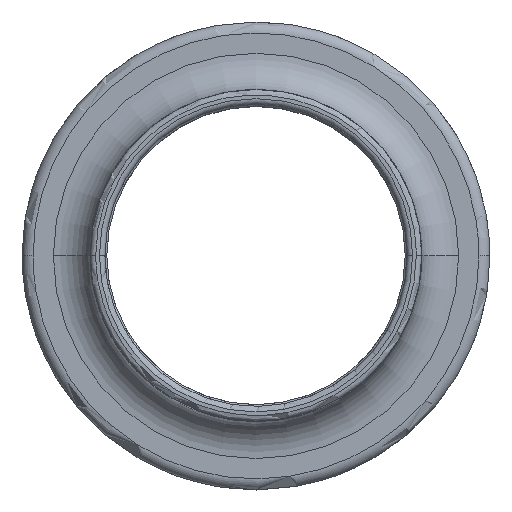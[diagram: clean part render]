
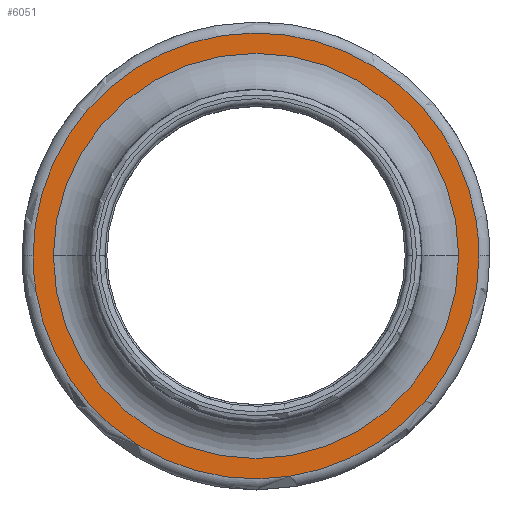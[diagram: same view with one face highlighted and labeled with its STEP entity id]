
A CAD part, top view. The second image highlights one B-rep face of the part: STEP entity #6051.
In plain terms, the highlighted planar face has unit normal (0, 0, 1).
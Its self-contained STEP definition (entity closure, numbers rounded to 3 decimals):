
#2356=AXIS2_PLACEMENT_3D('Circle Axis2P3D',#2354,#2355,$) ;
#4112=AXIS2_PLACEMENT_3D('Circle Axis2P3D',#4110,#4111,$) ;
#5985=AXIS2_PLACEMENT_3D('Plane Axis2P3D',#5982,#5983,#5984) ;
#2354=CARTESIAN_POINT('Axis2P3D Location',(6.35,6.35,13.5)) ;
#2358=CARTESIAN_POINT('Vertex',(11.85,6.35,13.5)) ;
#2360=CARTESIAN_POINT('Vertex',(0.85,6.35,13.5)) ;
#4110=CARTESIAN_POINT('Axis2P3D Location',(6.35,6.35,13.5)) ;
#5982=CARTESIAN_POINT('Axis2P3D Location',(6.35,0.3,13.5)) ;
#5988=CARTESIAN_POINT('Control Point',(12.4,6.35,13.5)) ;
#5989=CARTESIAN_POINT('Control Point',(12.4,5.748,13.5)) ;
#5990=CARTESIAN_POINT('Control Point',(12.325,5.145,13.5)) ;
#5991=CARTESIAN_POINT('Control Point',(12.175,4.555,13.5)) ;
#5992=CARTESIAN_POINT('Control Point',(11.731,3.425,13.5)) ;
#5993=CARTESIAN_POINT('Control Point',(11.024,2.438,13.5)) ;
#5994=CARTESIAN_POINT('Control Point',(10.61,1.991,13.5)) ;
#5995=CARTESIAN_POINT('Control Point',(9.681,1.21,13.5)) ;
#5996=CARTESIAN_POINT('Control Point',(8.588,0.68,13.5)) ;
#5997=CARTESIAN_POINT('Control Point',(8.011,0.485,13.5)) ;
#5998=CARTESIAN_POINT('Control Point',(6.821,0.243,13.5)) ;
#5999=CARTESIAN_POINT('Control Point',(5.608,0.3,13.5)) ;
#6000=CARTESIAN_POINT('Control Point',(5.008,0.404,13.5)) ;
#6001=CARTESIAN_POINT('Control Point',(3.847,0.76,13.5)) ;
#6002=CARTESIAN_POINT('Control Point',(2.809,1.389,13.5)) ;
#6003=CARTESIAN_POINT('Control Point',(2.332,1.767,13.5)) ;
#6004=CARTESIAN_POINT('Control Point',(1.481,2.634,13.5)) ;
#6005=CARTESIAN_POINT('Control Point',(0.869,3.683,13.5)) ;
#6006=CARTESIAN_POINT('Control Point',(0.631,4.243,13.5)) ;
#6007=CARTESIAN_POINT('Control Point',(0.413,5.007,13.5)) ;
#6008=CARTESIAN_POINT('Control Point',(0.322,5.791,13.5)) ;
#6009=CARTESIAN_POINT('Control Point',(0.307,5.977,13.5)) ;
#6010=CARTESIAN_POINT('Control Point',(0.3,6.164,13.5)) ;
#6011=CARTESIAN_POINT('Control Point',(0.3,6.35,13.5)) ;
#6012=CARTESIAN_POINT('Vertex',(12.4,6.35,13.5)) ;
#6014=CARTESIAN_POINT('Vertex',(0.3,6.35,13.5)) ;
#6018=CARTESIAN_POINT('Control Point',(0.3,6.35,13.5)) ;
#6019=CARTESIAN_POINT('Control Point',(0.3,6.952,13.5)) ;
#6020=CARTESIAN_POINT('Control Point',(0.375,7.555,13.5)) ;
#6021=CARTESIAN_POINT('Control Point',(0.525,8.145,13.5)) ;
#6022=CARTESIAN_POINT('Control Point',(0.969,9.275,13.5)) ;
#6023=CARTESIAN_POINT('Control Point',(1.676,10.262,13.5)) ;
#6024=CARTESIAN_POINT('Control Point',(2.09,10.709,13.5)) ;
#6025=CARTESIAN_POINT('Control Point',(3.019,11.49,13.5)) ;
#6026=CARTESIAN_POINT('Control Point',(4.112,12.02,13.5)) ;
#6027=CARTESIAN_POINT('Control Point',(4.689,12.215,13.5)) ;
#6028=CARTESIAN_POINT('Control Point',(5.879,12.457,13.5)) ;
#6029=CARTESIAN_POINT('Control Point',(7.092,12.4,13.5)) ;
#6030=CARTESIAN_POINT('Control Point',(7.692,12.296,13.5)) ;
#6031=CARTESIAN_POINT('Control Point',(8.853,11.94,13.5)) ;
#6032=CARTESIAN_POINT('Control Point',(9.891,11.311,13.5)) ;
#6033=CARTESIAN_POINT('Control Point',(10.368,10.933,13.5)) ;
#6034=CARTESIAN_POINT('Control Point',(11.219,10.066,13.5)) ;
#6035=CARTESIAN_POINT('Control Point',(11.831,9.017,13.5)) ;
#6036=CARTESIAN_POINT('Control Point',(12.069,8.457,13.5)) ;
#6037=CARTESIAN_POINT('Control Point',(12.287,7.693,13.5)) ;
#6038=CARTESIAN_POINT('Control Point',(12.378,6.909,13.5)) ;
#6039=CARTESIAN_POINT('Control Point',(12.393,6.723,13.5)) ;
#6040=CARTESIAN_POINT('Control Point',(12.4,6.536,13.5)) ;
#6041=CARTESIAN_POINT('Control Point',(12.4,6.35,13.5)) ;
#2355=DIRECTION('Axis2P3D Direction',(0.,0.,-1.)) ;
#4111=DIRECTION('Axis2P3D Direction',(0.,0.,-1.)) ;
#5983=DIRECTION('Axis2P3D Direction',(0.,0.,1.)) ;
#5984=DIRECTION('Axis2P3D XDirection',(1.,0.,0.)) ;
#6044=ORIENTED_EDGE('',*,*,#6016,.F.) ;
#6045=ORIENTED_EDGE('',*,*,#6042,.F.) ;
#6048=ORIENTED_EDGE('',*,*,#4114,.T.) ;
#6049=ORIENTED_EDGE('',*,*,#2362,.T.) ;
#6050=FACE_BOUND('',#6047,.T.) ;
#6051=ADVANCED_FACE('Hauptk\X2\00F6\X0\rper',(#6046,#6050),#5986,.T.) ;
#5987=B_SPLINE_CURVE_WITH_KNOTS('',5,(#5988,#5989,#5990,#5991,#5992,#5993,#5994,#5995,#5996,#5997,#5998,#5999,#6000,#6001,#6002,#6003,#6004,#6005,#6006,#6007,#6008,#6009,#6010,#6011),.UNSPECIFIED.,.F.,.U.,(6,3,3,3,3,3,3,6),(0.,4.26,8.52,12.781,17.041,21.301,25.561,26.879),.UNSPECIFIED.) ;
#6017=B_SPLINE_CURVE_WITH_KNOTS('',5,(#6018,#6019,#6020,#6021,#6022,#6023,#6024,#6025,#6026,#6027,#6028,#6029,#6030,#6031,#6032,#6033,#6034,#6035,#6036,#6037,#6038,#6039,#6040,#6041),.UNSPECIFIED.,.F.,.U.,(6,3,3,3,3,3,3,6),(0.,4.26,8.52,12.781,17.041,21.301,25.561,26.879),.UNSPECIFIED.) ;
#2357=CIRCLE('generated circle',#2356,5.5) ;
#4113=CIRCLE('generated circle',#4112,5.5) ;
#2362=EDGE_CURVE('',#2359,#2361,#2357,.T.) ;
#4114=EDGE_CURVE('',#2361,#2359,#4113,.T.) ;
#6016=EDGE_CURVE('',#6013,#6015,#5987,.T.) ;
#6042=EDGE_CURVE('',#6015,#6013,#6017,.T.) ;
#6043=EDGE_LOOP('',(#6044,#6045)) ;
#6047=EDGE_LOOP('',(#6048,#6049)) ;
#6046=FACE_OUTER_BOUND('',#6043,.T.) ;
#5986=PLANE('',#5985) ;
#2359=VERTEX_POINT('',#2358) ;
#2361=VERTEX_POINT('',#2360) ;
#6013=VERTEX_POINT('',#6012) ;
#6015=VERTEX_POINT('',#6014) ;
